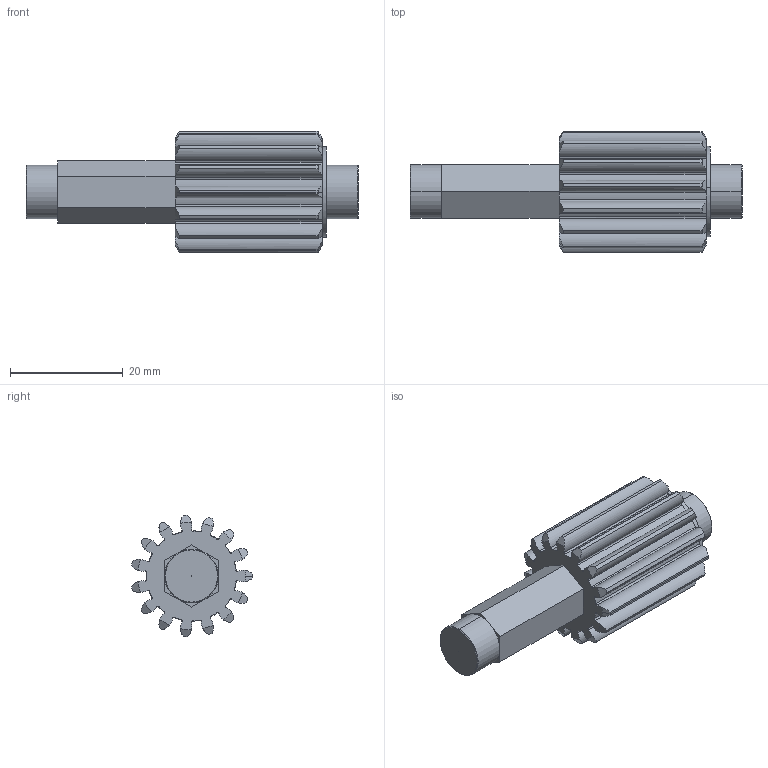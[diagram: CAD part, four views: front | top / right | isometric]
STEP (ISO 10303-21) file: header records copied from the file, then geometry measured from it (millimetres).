
FILE_DESCRIPTION((''),'2;1');
FILE_NAME('AM-0130.stp','2008-01-03T18:27:47',('Owner'),(''),'Autodesk Inventor (R) 6.0','Autodesk Inventor (R) 6.0','');
FILE_SCHEMA(('AUTOMOTIVE_DESIGN { 1 0 10303 214 1 1 1 1 }'));
Length unit declared in the file: inch
Products named in the file (1): AM-0130 SS Small Cluster Gear 15T
Bounding box: 58.8 x 21.42 x 21.53 mm (x, y, z)
Volume: 9648.3 mm3; surface area: 4841.6 mm2
Topology: 1 solids, 1 shells, 176 faces, 479 edges, 308 vertices
Faces by surface type: cylinder 99, plane 41, cone 36
Entity records: 5896 total; most frequent: CARTESIAN_POINT 1264, DIRECTION 1069, ORIENTED_EDGE 958, EDGE_CURVE 479, AXIS2_PLACEMENT_3D 473, VERTEX_POINT 308, CIRCLE 296, EDGE_LOOP 181
